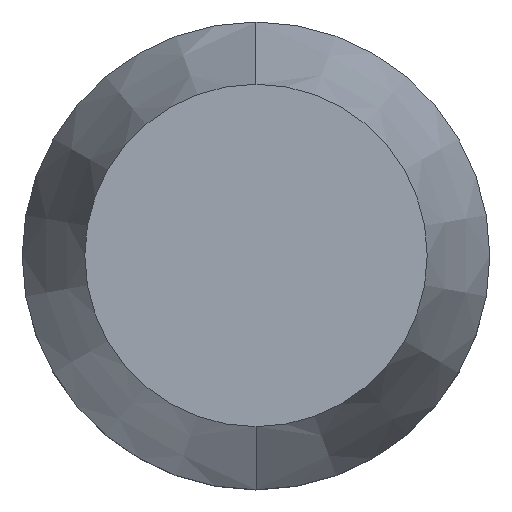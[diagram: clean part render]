
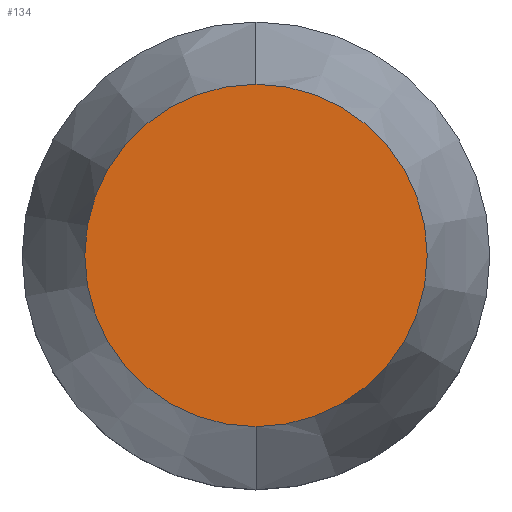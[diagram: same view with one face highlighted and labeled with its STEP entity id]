
A CAD part, top view. The second image highlights one B-rep face of the part: STEP entity #134.
In plain terms, the highlighted planar face has unit normal (0, 0, 1).
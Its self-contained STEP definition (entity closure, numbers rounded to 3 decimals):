
#74=EDGE_CURVE('',#88,#84,#180,.T.);
#84=VERTEX_POINT('',#190);
#88=VERTEX_POINT('',#194);
#128=EDGE_CURVE('',#84,#88,#240,.T.);
#134=ADVANCED_FACE('',(#246),#247,.T.);
#180=CIRCLE('',#288,4.392);
#190=CARTESIAN_POINT('',(0.,-4.392,10.));
#194=CARTESIAN_POINT('',(0.,4.392,10.));
#240=CIRCLE('',#370,4.392);
#246=FACE_OUTER_BOUND('',#378,.T.);
#247=PLANE('',#379);
#288=AXIS2_PLACEMENT_3D('',#424,#425,#426);
#370=AXIS2_PLACEMENT_3D('',#497,#498,#499);
#378=EDGE_LOOP('',(#502,#503));
#379=AXIS2_PLACEMENT_3D('',#504,#505,#506);
#424=CARTESIAN_POINT('',(0.,0.,10.));
#425=DIRECTION('',(0.0,0.0,1.0));
#426=DIRECTION('',(0.,-1.0,0.0));
#497=CARTESIAN_POINT('',(0.,0.,10.));
#498=DIRECTION('',(0.0,0.0,1.0));
#499=DIRECTION('',(0.,-1.0,0.0));
#502=ORIENTED_EDGE('',*,*,#128,.T.);
#503=ORIENTED_EDGE('',*,*,#74,.T.);
#504=CARTESIAN_POINT('',(0.,-2.196,10.));
#505=DIRECTION('',(0.0,0.0,1.0));
#506=DIRECTION('',(0.,-1.0,0.0));
